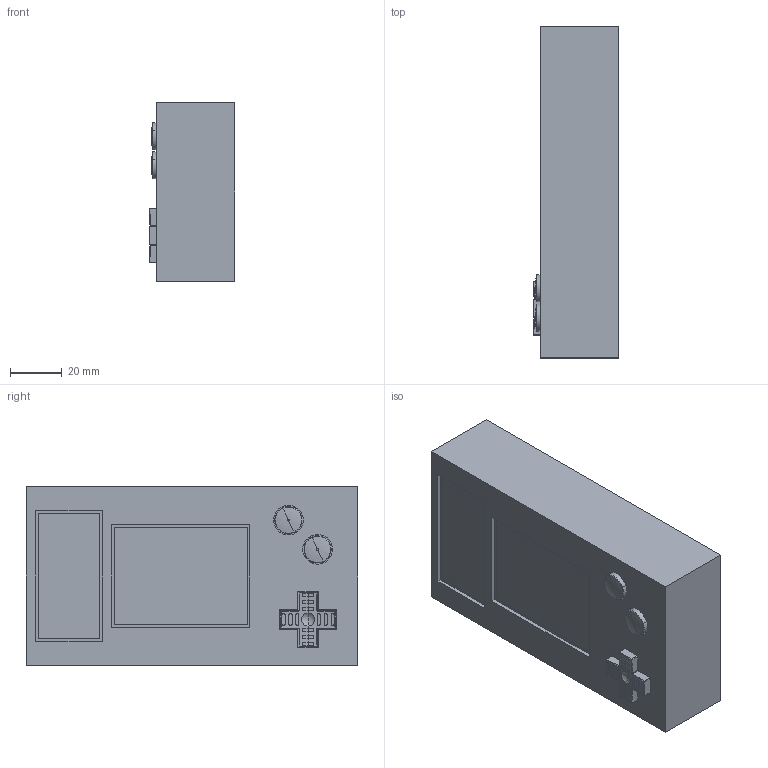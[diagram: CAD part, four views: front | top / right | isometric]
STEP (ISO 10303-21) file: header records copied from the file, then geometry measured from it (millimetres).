
FILE_DESCRIPTION (( 'STEP AP214' ), '1' );
FILE_NAME ('cat_portrait_draft.step', '2024-09-20T00:26:08', ( '' ), ( '' ), 'SwSTEP 2.0', 'SolidWorks 2022', '' );
FILE_SCHEMA (( 'AUTOMOTIVE_DESIGN' ));
Length unit declared in the file: millimetre
Products named in the file (9): sen66_standin; pcb; ch240qv23a_lcd; cat_portrait_draft; epaper; dmg_ab; dmg_d-pad; battery; portrait_case
Assembly tree (8 placements, depth 2):
  cat_portrait_draft
    pcb
    battery
    sen66_standin
    dmg_d-pad
    dmg_ab
    ch240qv23a_lcd
    epaper
    portrait_case
Bounding box: 33.21 x 128.5 x 69 mm (x, y, z)
Volume: 196443.4 mm3; surface area: 104789.3 mm2
Topology: 13 solids, 13 shells, 511 faces, 1279 edges, 822 vertices
Faces by surface type: plane 252, cylinder 169, bspline 42, cone 24, sphere 18, torus 6
Entity records: 22133 total; most frequent: CARTESIAN_POINT 5340, ORIENTED_EDGE 2532, DIRECTION 2413, EDGE_CURVE 1266, AXIS2_PLACEMENT_3D 875, VERTEX_POINT 821, LINE 663, VECTOR 663
